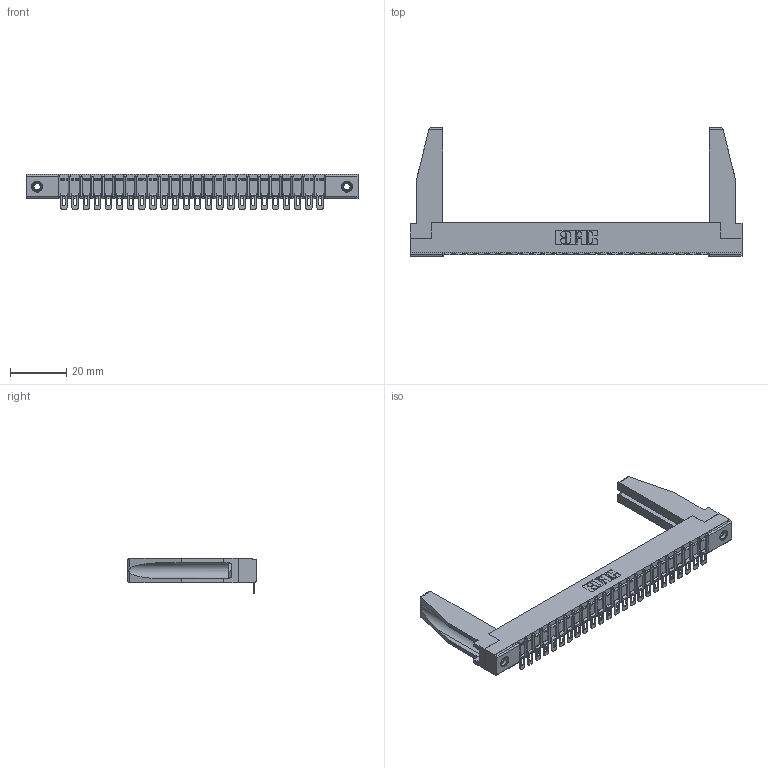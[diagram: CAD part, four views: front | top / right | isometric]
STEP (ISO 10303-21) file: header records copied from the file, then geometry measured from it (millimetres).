
FILE_DESCRIPTION (( 'STEP AP203' ), '1' );
FILE_NAME ('357-024-454-178.STEP', '2020-10-01T14:06:08', ( '' ), ( '' ), 'SwSTEP 2.0', 'SolidWorks 2020', '' );
FILE_SCHEMA (( 'CONFIG_CONTROL_DESIGN' ));
Length unit declared in the file: inch
Products named in the file (5): 307 Part_.156 Dia Mounting Holes; 345-250-001_345-250-001-102; 307-290-002_554; 307-220-078; 357-024-454-178
Assembly tree (29 placements, depth 2):
  357-024-454-178
    307 Part_.156 Dia Mounting Holes
    307-290-002_554  x24
    307-220-078  x2
    345-250-001_345-250-001-102  x2
Bounding box: 118.11 x 45.72 x 12.52 mm (x, y, z)
Volume: 11800.4 mm3; surface area: 18230.5 mm2
Topology: 29 solids, 29 shells, 2217 faces, 6725 edges, 4406 vertices
Faces by surface type: plane 1258, cylinder 893, sphere 50, cone 12, torus 4
Entity records: 26198 total; most frequent: CARTESIAN_POINT 4416, ORIENTED_EDGE 4362, DIRECTION 4261, EDGE_CURVE 2181, VECTOR 1659, LINE 1659, VERTEX_POINT 1414, AXIS2_PLACEMENT_3D 1301
